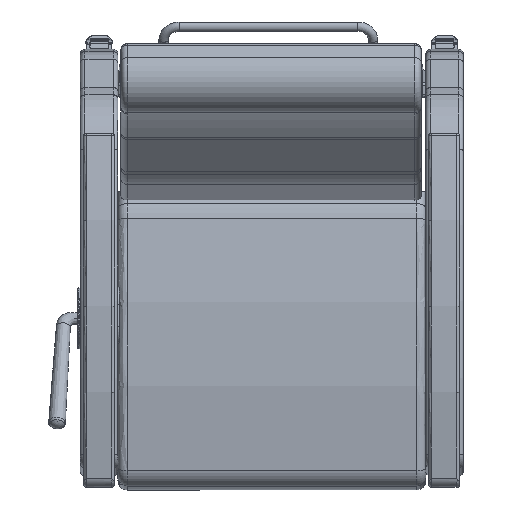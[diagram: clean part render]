
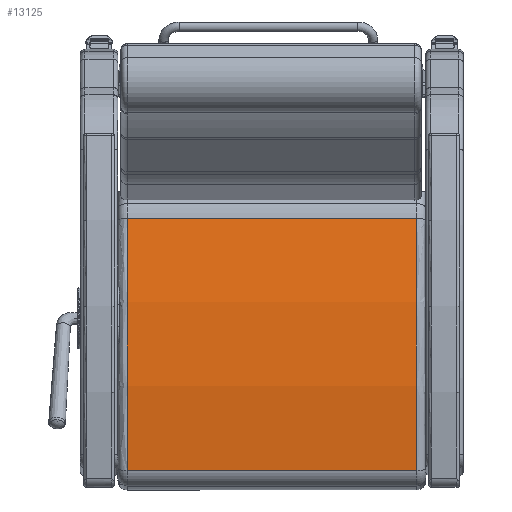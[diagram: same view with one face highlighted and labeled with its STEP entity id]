
A CAD part, front view. The second image highlights one B-rep face of the part: STEP entity #13125.
In plain terms, the highlighted free-form (B-spline) face has degree [1, 2] with [2, 3] control points.
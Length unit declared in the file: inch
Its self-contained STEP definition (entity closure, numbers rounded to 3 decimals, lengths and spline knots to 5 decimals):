
#294=(
BOUNDED_SURFACE()
B_SPLINE_SURFACE(1,2,((#21012,#21013,#21014),(#21015,#21016,#21017)),
 .UNSPECIFIED.,.F.,.F.,.F.)
B_SPLINE_SURFACE_WITH_KNOTS((2,2),(3,3),(-0.19254,0.19254),
(1.36178,1.69928),.UNSPECIFIED.)
GEOMETRIC_REPRESENTATION_ITEM()
RATIONAL_B_SPLINE_SURFACE(((1.,0.986,1.),(1.,0.986,
1.)))
REPRESENTATION_ITEM('')
SURFACE()
);
#565=ELLIPSE('',#14327,60.05357,60.);
#575=ELLIPSE('',#14355,60.05357,60.);
#1259=FACE_OUTER_BOUND('',#2139,.T.);
#2139=EDGE_LOOP('',(#9000,#9001,#9002,#9003));
#3124=LINE('',#21010,#3981);
#3125=LINE('',#21019,#3982);
#3981=VECTOR('',#16317,0.3937);
#3982=VECTOR('',#16320,0.3937);
#5722=VERTEX_POINT('',#20802);
#5723=VERTEX_POINT('',#20803);
#5748=VERTEX_POINT('',#21009);
#5749=VERTEX_POINT('',#21018);
#6958=EDGE_CURVE('',#5722,#5723,#565,.T.);
#6996=EDGE_CURVE('',#5723,#5748,#3124,.T.);
#6998=EDGE_CURVE('',#5722,#5749,#3125,.T.);
#6999=EDGE_CURVE('',#5748,#5749,#575,.T.);
#9000=ORIENTED_EDGE('',*,*,#6958,.F.);
#9001=ORIENTED_EDGE('',*,*,#6998,.T.);
#9002=ORIENTED_EDGE('',*,*,#6999,.F.);
#9003=ORIENTED_EDGE('',*,*,#6996,.F.);
#13125=ADVANCED_FACE('',(#1259),#294,.F.);
#14327=AXIS2_PLACEMENT_3D('',#20804,#16249,#16250);
#14355=AXIS2_PLACEMENT_3D('',#21020,#16321,#16322);
#16249=DIRECTION('center_axis',(0.,0.,-1.));
#16250=DIRECTION('ref_axis',(1.,0.,0.));
#16317=DIRECTION('',(0.,0.,1.));
#16320=DIRECTION('',(0.,0.,1.));
#16321=DIRECTION('center_axis',(0.,0.,1.));
#16322=DIRECTION('ref_axis',(1.,0.,0.));
#20802=CARTESIAN_POINT('',(-10.04459,1.25621,-11.5625));
#20803=CARTESIAN_POINT('',(10.1114,0.44486,-11.5625));
#20804=CARTESIAN_POINT('Origin',(-2.34979,-58.24922,-11.5625));
#21009=CARTESIAN_POINT('',(10.1114,0.44486,11.5625));
#21010=CARTESIAN_POINT('',(10.1114,0.44486,0.));
#21012=CARTESIAN_POINT('Ctrl Pts',(10.1114,0.44486,-11.5625));
#21013=CARTESIAN_POINT('Ctrl Pts',(0.10258,2.56602,-11.5625));
#21014=CARTESIAN_POINT('Ctrl Pts',(-10.04459,1.25621,-11.5625));
#21015=CARTESIAN_POINT('Ctrl Pts',(10.1114,0.44486,11.5625));
#21016=CARTESIAN_POINT('Ctrl Pts',(0.10258,2.56602,11.5625));
#21017=CARTESIAN_POINT('Ctrl Pts',(-10.04459,1.25621,11.5625));
#21018=CARTESIAN_POINT('',(-10.04459,1.25621,11.5625));
#21019=CARTESIAN_POINT('',(-10.04459,1.25621,0.));
#21020=CARTESIAN_POINT('Origin',(-2.34979,-58.24922,11.5625));
